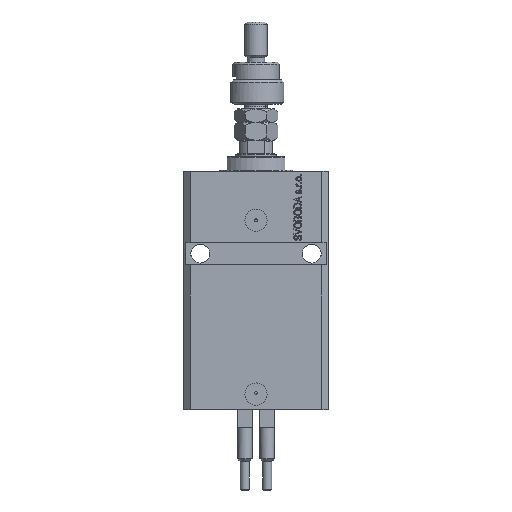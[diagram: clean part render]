
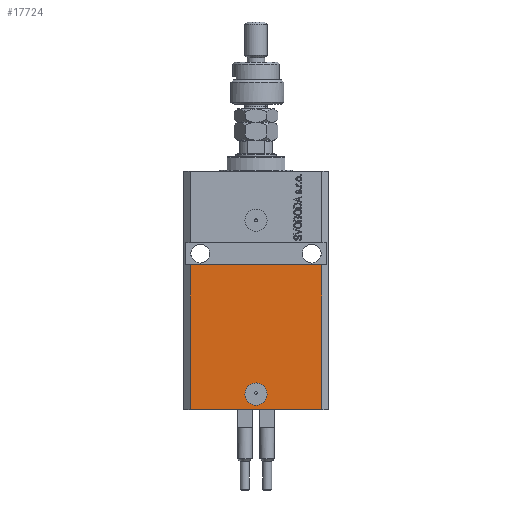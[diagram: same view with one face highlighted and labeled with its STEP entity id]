
A CAD part, front view. The second image highlights one B-rep face of the part: STEP entity #17724.
In plain terms, the highlighted planar face has unit normal (0, -1, 0).
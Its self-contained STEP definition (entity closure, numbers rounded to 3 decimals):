
#935 = EDGE_LOOP ( 'NONE', ( #37827, #36022 ) ) ;
#1001 = VERTEX_POINT ( 'NONE', #32101 ) ;
#1677 = VERTEX_POINT ( 'NONE', #50659 ) ;
#3207 = EDGE_CURVE ( 'NONE', #36318, #37400, #14476, .T. ) ;
#3451 = EDGE_LOOP ( 'NONE', ( #29614, #40752, #49882, #36329 ) ) ;
#5167 = LINE ( 'NONE', #13141, #14283 ) ;
#6451 = DIRECTION ( 'NONE',  ( 1., 0., 0. ) ) ;
#8353 = EDGE_CURVE ( 'NONE', #1001, #10941, #21073, .T. ) ;
#8817 = DIRECTION ( 'NONE',  ( 1., 0., 0. ) ) ;
#9498 = CARTESIAN_POINT ( 'NONE',  ( 29.5, -22.5, -107. ) ) ;
#10941 = VERTEX_POINT ( 'NONE', #48192 ) ;
#11730 = CARTESIAN_POINT ( 'NONE',  ( -29.5, -22.5, -107. ) ) ;
#11869 = AXIS2_PLACEMENT_3D ( 'NONE', #35564, #19874, #8817 ) ;
#13141 = CARTESIAN_POINT ( 'NONE',  ( -29.5, -22.5, -107. ) ) ;
#13596 = DIRECTION ( 'NONE',  ( 0., -1., 0. ) ) ;
#14283 = VECTOR ( 'NONE', #20598, 1000. ) ;
#14476 = CIRCLE ( 'NONE', #30069, 5. ) ;
#17083 = VECTOR ( 'NONE', #6451, 1000. ) ;
#17257 = AXIS2_PLACEMENT_3D ( 'NONE', #11730, #34865, #42566 ) ;
#17724 = ADVANCED_FACE ( 'NONE', ( #19177, #46930 ), #31799, .T. ) ;
#19177 = FACE_BOUND ( 'NONE', #935, .T. ) ;
#19741 = CARTESIAN_POINT ( 'NONE',  ( -29.5, -22.5, -42. ) ) ;
#19874 = DIRECTION ( 'NONE',  ( 0., -1., 0. ) ) ;
#20598 = DIRECTION ( 'NONE',  ( 1., 0., 0. ) ) ;
#21073 = LINE ( 'NONE', #9498, #37514 ) ;
#21507 = CARTESIAN_POINT ( 'NONE',  ( -5., -22.5, -100. ) ) ;
#25182 = CARTESIAN_POINT ( 'NONE',  ( 0., -22.5, -100. ) ) ;
#26499 = CARTESIAN_POINT ( 'NONE',  ( -29.5, -22.5, -107. ) ) ;
#26740 = CARTESIAN_POINT ( 'NONE',  ( -32.5, -22.5, -42. ) ) ;
#28053 = VERTEX_POINT ( 'NONE', #19741 ) ;
#29140 = CIRCLE ( 'NONE', #11869, 5. ) ;
#29537 = DIRECTION ( 'NONE',  ( 1., 0., 0. ) ) ;
#29614 = ORIENTED_EDGE ( 'NONE', *, *, #45441, .F. ) ;
#30069 = AXIS2_PLACEMENT_3D ( 'NONE', #25182, #13596, #29537 ) ;
#31094 = CARTESIAN_POINT ( 'NONE',  ( 5., -22.5, -100. ) ) ;
#31097 = EDGE_CURVE ( 'NONE', #1677, #28053, #42411, .T. ) ;
#31799 = PLANE ( 'NONE',  #17257 ) ;
#32101 = CARTESIAN_POINT ( 'NONE',  ( 29.5, -22.5, -107. ) ) ;
#33199 = EDGE_CURVE ( 'NONE', #1677, #1001, #5167, .T. ) ;
#33918 = VECTOR ( 'NONE', #38564, 1000. ) ;
#34865 = DIRECTION ( 'NONE',  ( 0., -1., 0. ) ) ;
#35564 = CARTESIAN_POINT ( 'NONE',  ( 0., -22.5, -100. ) ) ;
#36022 = ORIENTED_EDGE ( 'NONE', *, *, #49439, .F. ) ;
#36318 = VERTEX_POINT ( 'NONE', #31094 ) ;
#36329 = ORIENTED_EDGE ( 'NONE', *, *, #8353, .T. ) ;
#37400 = VERTEX_POINT ( 'NONE', #21507 ) ;
#37514 = VECTOR ( 'NONE', #44703, 1000. ) ;
#37827 = ORIENTED_EDGE ( 'NONE', *, *, #3207, .F. ) ;
#38564 = DIRECTION ( 'NONE',  ( 0., 0., 1. ) ) ;
#40752 = ORIENTED_EDGE ( 'NONE', *, *, #31097, .F. ) ;
#42411 = LINE ( 'NONE', #26499, #33918 ) ;
#42566 = DIRECTION ( 'NONE',  ( 1., 0., 0. ) ) ;
#44703 = DIRECTION ( 'NONE',  ( 0., 0., 1. ) ) ;
#45441 = EDGE_CURVE ( 'NONE', #28053, #10941, #45492, .T. ) ;
#45492 = LINE ( 'NONE', #26740, #17083 ) ;
#46930 = FACE_OUTER_BOUND ( 'NONE', #3451, .T. ) ;
#48192 = CARTESIAN_POINT ( 'NONE',  ( 29.5, -22.5, -42. ) ) ;
#49439 = EDGE_CURVE ( 'NONE', #37400, #36318, #29140, .T. ) ;
#49882 = ORIENTED_EDGE ( 'NONE', *, *, #33199, .T. ) ;
#50659 = CARTESIAN_POINT ( 'NONE',  ( -29.5, -22.5, -107. ) ) ;
